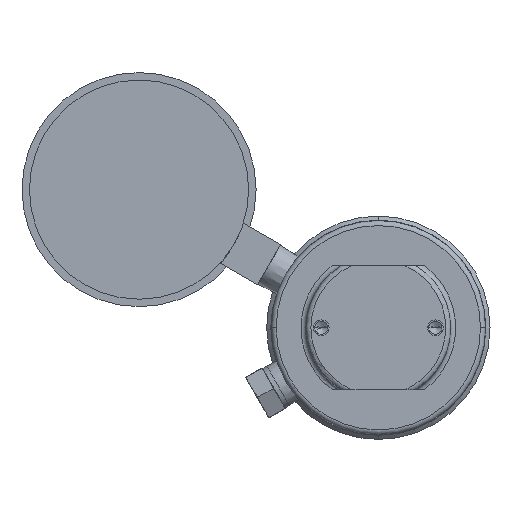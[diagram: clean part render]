
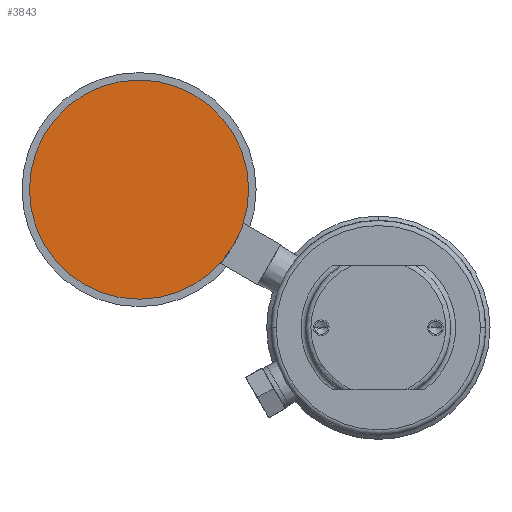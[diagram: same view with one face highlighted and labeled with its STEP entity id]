
A CAD part, front view. The second image highlights one B-rep face of the part: STEP entity #3843.
In plain terms, the highlighted face is planar.
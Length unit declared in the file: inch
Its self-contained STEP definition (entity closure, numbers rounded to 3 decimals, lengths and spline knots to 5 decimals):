
#3599=CARTESIAN_POINT('',(0.,0.,-0.83));
#3600=DIRECTION('',(0.,0.,-1.));
#3601=DIRECTION('',(1.,0.,0.));
#3602=AXIS2_PLACEMENT_3D('',#3599,#3600,#3601);
#3604=CARTESIAN_POINT('',(0.,0.,-0.83));
#3605=DIRECTION('',(0.,0.,-1.));
#3606=DIRECTION('',(-1.,0.,0.));
#3607=AXIS2_PLACEMENT_3D('',#3604,#3605,#3606);
#3680=CARTESIAN_POINT('',(-1.325,0.,-0.83));
#3682=VERTEX_POINT('',#3680);
#3684=CARTESIAN_POINT('',(1.325,0.,-0.83));
#3686=VERTEX_POINT('',#3684);
#3833=CARTESIAN_POINT('',(0.,0.,-0.83));
#3834=DIRECTION('',(0.,0.,1.));
#3835=DIRECTION('',(1.,0.,0.));
#3836=AXIS2_PLACEMENT_3D('',#3833,#3834,#3835);
#3837=PLANE('',#3836);
#3838=ORIENTED_EDGE('',*,*,#3775,.F.);
#3840=ORIENTED_EDGE('',*,*,#3839,.F.);
#3841=EDGE_LOOP('',(#3838,#3840));
#3842=FACE_OUTER_BOUND('',#3841,.F.);
#3843=ADVANCED_FACE('',(#3842),#3837,.F.);
#3603=CIRCLE('',#3602,1.325);
#3608=CIRCLE('',#3607,1.325);
#3775=EDGE_CURVE('',#3686,#3682,#3603,.T.);
#3839=EDGE_CURVE('',#3682,#3686,#3608,.T.);
